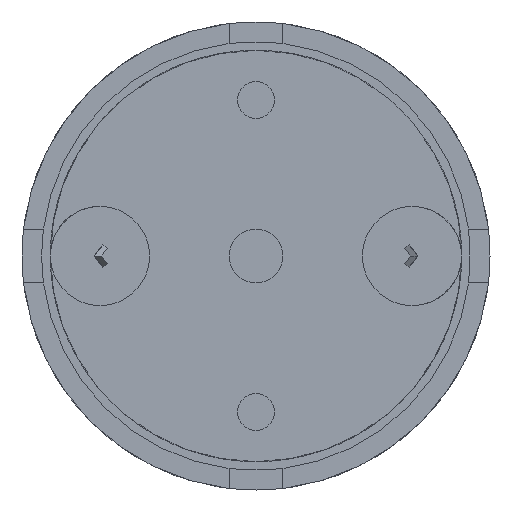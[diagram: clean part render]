
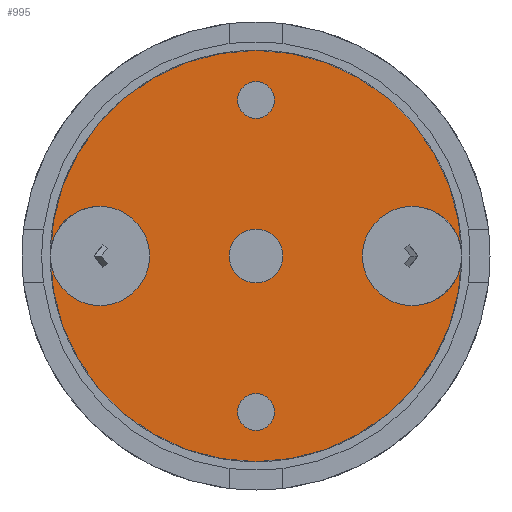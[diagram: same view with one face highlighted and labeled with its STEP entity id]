
A CAD part, front view. The second image highlights one B-rep face of the part: STEP entity #995.
In plain terms, the highlighted planar face has unit normal (0, 1, 0).
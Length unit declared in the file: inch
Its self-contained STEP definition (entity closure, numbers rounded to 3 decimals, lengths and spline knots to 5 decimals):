
#48 = FACE_BOUND ( 'NONE', #1915, .T. ) ;
#132 = EDGE_LOOP ( 'NONE', ( #1381, #155 ) ) ;
#155 = ORIENTED_EDGE ( 'NONE', *, *, #1977, .T. ) ;
#159 = DIRECTION ( 'NONE',  ( 0., 0., 1. ) ) ;
#169 = EDGE_CURVE ( 'NONE', #1016, #1643, #748, .T. ) ;
#179 = DIRECTION ( 'NONE',  ( 0., -1., 0. ) ) ;
#198 = ORIENTED_EDGE ( 'NONE', *, *, #169, .T. ) ;
#254 = ORIENTED_EDGE ( 'NONE', *, *, #1433, .T. ) ;
#329 = EDGE_CURVE ( 'NONE', #1456, #1045, #1927, .T. ) ;
#413 = FACE_OUTER_BOUND ( 'NONE', #132, .T. ) ;
#459 = AXIS2_PLACEMENT_3D ( 'NONE', #1397, #908, #1411 ) ;
#529 = AXIS2_PLACEMENT_3D ( 'NONE', #1747, #1777, #159 ) ;
#588 = DIRECTION ( 'NONE',  ( -1., 0., 0. ) ) ;
#643 = AXIS2_PLACEMENT_3D ( 'NONE', #1200, #179, #876 ) ;
#748 = CIRCLE ( 'NONE', #643, 0.0374 ) ;
#757 = PLANE ( 'NONE',  #1646 ) ;
#794 = DIRECTION ( 'NONE',  ( 0., -1., 0. ) ) ;
#876 = DIRECTION ( 'NONE',  ( -1., 0., 0. ) ) ;
#908 = DIRECTION ( 'NONE',  ( 0., 1., 0. ) ) ;
#947 = CARTESIAN_POINT ( 'NONE',  ( 0., 0., 0. ) ) ;
#995 = ADVANCED_FACE ( 'NONE', ( #413, #48 ), #757, .T. ) ;
#1016 = VERTEX_POINT ( 'NONE', #1813 ) ;
#1045 = VERTEX_POINT ( 'NONE', #2021 ) ;
#1200 = CARTESIAN_POINT ( 'NONE',  ( 0., 0., 0. ) ) ;
#1381 = ORIENTED_EDGE ( 'NONE', *, *, #329, .T. ) ;
#1397 = CARTESIAN_POINT ( 'NONE',  ( 0., 0., 0. ) ) ;
#1411 = DIRECTION ( 'NONE',  ( 0., 0., 1. ) ) ;
#1433 = EDGE_CURVE ( 'NONE', #1643, #1016, #1648, .T. ) ;
#1456 = VERTEX_POINT ( 'NONE', #2214 ) ;
#1500 = DIRECTION ( 'NONE',  ( -1., 0., 0. ) ) ;
#1643 = VERTEX_POINT ( 'NONE', #2166 ) ;
#1646 = AXIS2_PLACEMENT_3D ( 'NONE', #947, #1969, #588 ) ;
#1648 = CIRCLE ( 'NONE', #1834, 0.0374 ) ;
#1677 = CARTESIAN_POINT ( 'NONE',  ( 0., 0., 0. ) ) ;
#1747 = CARTESIAN_POINT ( 'NONE',  ( 0., 0., 0. ) ) ;
#1777 = DIRECTION ( 'NONE',  ( 0., 1., 0. ) ) ;
#1813 = CARTESIAN_POINT ( 'NONE',  ( -0.0374, 0., 0. ) ) ;
#1834 = AXIS2_PLACEMENT_3D ( 'NONE', #1677, #794, #1500 ) ;
#1915 = EDGE_LOOP ( 'NONE', ( #198, #254 ) ) ;
#1927 = CIRCLE ( 'NONE', #459, 0.31693 ) ;
#1969 = DIRECTION ( 'NONE',  ( 0., 1., 0. ) ) ;
#1977 = EDGE_CURVE ( 'NONE', #1045, #1456, #2203, .T. ) ;
#2021 = CARTESIAN_POINT ( 'NONE',  ( 0., 0., -0.31693 ) ) ;
#2166 = CARTESIAN_POINT ( 'NONE',  ( 0.0374, 0., 0. ) ) ;
#2203 = CIRCLE ( 'NONE', #529, 0.31693 ) ;
#2214 = CARTESIAN_POINT ( 'NONE',  ( 0., 0., 0.31693 ) ) ;
